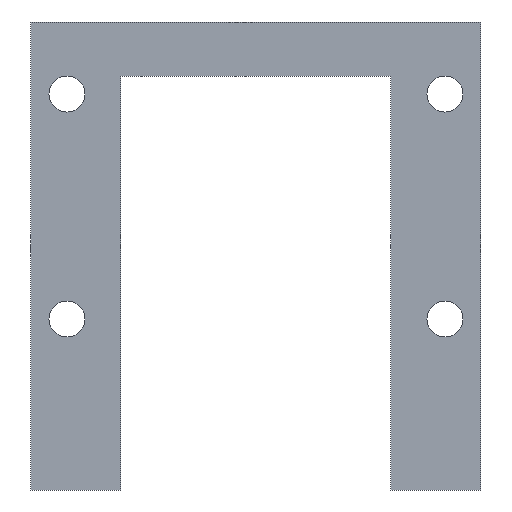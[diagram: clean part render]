
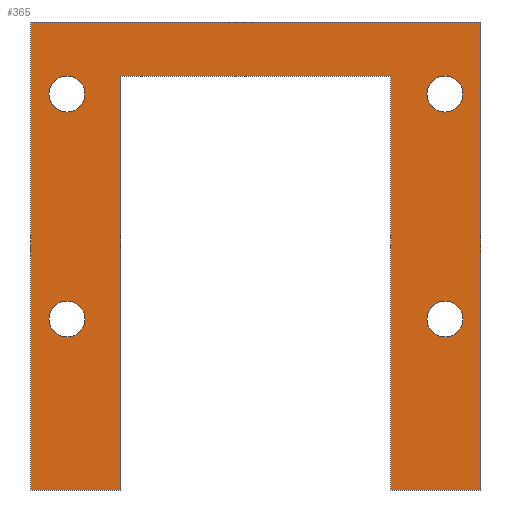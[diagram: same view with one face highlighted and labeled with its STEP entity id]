
A CAD part, left-side view. The second image highlights one B-rep face of the part: STEP entity #365.
In plain terms, the highlighted planar face has unit normal (-1, 0, 0).
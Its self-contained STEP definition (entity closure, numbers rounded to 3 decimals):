
#27=FACE_BOUND('',#82,.T.);
#28=FACE_BOUND('',#83,.T.);
#29=FACE_BOUND('',#84,.T.);
#30=FACE_BOUND('',#85,.T.);
#41=CIRCLE('',#401,1.);
#42=CIRCLE('',#403,1.);
#43=CIRCLE('',#408,1.);
#44=CIRCLE('',#409,1.);
#57=FACE_OUTER_BOUND('',#81,.T.);
#81=EDGE_LOOP('',(#305,#306,#307,#308,#309,#310,#311,#312));
#82=EDGE_LOOP('',(#313));
#83=EDGE_LOOP('',(#314));
#84=EDGE_LOOP('',(#315));
#85=EDGE_LOOP('',(#316));
#103=LINE('',#545,#139);
#107=LINE('',#552,#143);
#109=LINE('',#556,#145);
#117=LINE('',#585,#153);
#119=LINE('',#588,#155);
#121=LINE('',#592,#157);
#122=LINE('',#595,#158);
#123=LINE('',#596,#159);
#139=VECTOR('',#439,10.);
#143=VECTOR('',#445,10.);
#145=VECTOR('',#449,10.);
#153=VECTOR('',#481,10.);
#155=VECTOR('',#485,10.);
#157=VECTOR('',#489,10.);
#158=VECTOR('',#492,10.);
#159=VECTOR('',#493,10.);
#178=VERTEX_POINT('',#542);
#179=VERTEX_POINT('',#544);
#181=VERTEX_POINT('',#550);
#182=VERTEX_POINT('',#554);
#188=VERTEX_POINT('',#574);
#189=VERTEX_POINT('',#578);
#190=VERTEX_POINT('',#582);
#191=VERTEX_POINT('',#584);
#192=VERTEX_POINT('',#590);
#193=VERTEX_POINT('',#594);
#194=VERTEX_POINT('',#597);
#195=VERTEX_POINT('',#599);
#211=EDGE_CURVE('',#178,#179,#103,.T.);
#215=EDGE_CURVE('',#181,#178,#107,.T.);
#217=EDGE_CURVE('',#181,#182,#109,.T.);
#226=EDGE_CURVE('',#188,#188,#41,.T.);
#228=EDGE_CURVE('',#189,#189,#42,.T.);
#231=EDGE_CURVE('',#191,#190,#117,.T.);
#233=EDGE_CURVE('',#182,#191,#119,.T.);
#235=EDGE_CURVE('',#192,#190,#121,.T.);
#236=EDGE_CURVE('',#192,#193,#122,.T.);
#237=EDGE_CURVE('',#193,#179,#123,.T.);
#238=EDGE_CURVE('',#194,#194,#43,.T.);
#239=EDGE_CURVE('',#195,#195,#44,.T.);
#305=ORIENTED_EDGE('',*,*,#217,.T.);
#306=ORIENTED_EDGE('',*,*,#233,.T.);
#307=ORIENTED_EDGE('',*,*,#231,.T.);
#308=ORIENTED_EDGE('',*,*,#235,.F.);
#309=ORIENTED_EDGE('',*,*,#236,.T.);
#310=ORIENTED_EDGE('',*,*,#237,.T.);
#311=ORIENTED_EDGE('',*,*,#211,.F.);
#312=ORIENTED_EDGE('',*,*,#215,.F.);
#313=ORIENTED_EDGE('',*,*,#226,.T.);
#314=ORIENTED_EDGE('',*,*,#228,.T.);
#315=ORIENTED_EDGE('',*,*,#238,.T.);
#316=ORIENTED_EDGE('',*,*,#239,.T.);
#349=PLANE('',#407);
#365=ADVANCED_FACE('',(#57,#27,#28,#29,#30),#349,.T.);
#401=AXIS2_PLACEMENT_3D('',#575,#470,#471);
#403=AXIS2_PLACEMENT_3D('',#579,#475,#476);
#407=AXIS2_PLACEMENT_3D('',#593,#490,#491);
#408=AXIS2_PLACEMENT_3D('',#598,#494,#495);
#409=AXIS2_PLACEMENT_3D('',#600,#496,#497);
#439=DIRECTION('',(0.,0.,1.));
#445=DIRECTION('',(0.,1.,0.));
#449=DIRECTION('',(0.,0.,1.));
#470=DIRECTION('center_axis',(1.,0.,0.));
#471=DIRECTION('ref_axis',(0.,0.,1.));
#475=DIRECTION('center_axis',(1.,0.,0.));
#476=DIRECTION('ref_axis',(0.,0.,1.));
#481=DIRECTION('',(0.,0.,-1.));
#485=DIRECTION('',(0.,-1.,0.));
#489=DIRECTION('',(0.,1.,0.));
#490=DIRECTION('center_axis',(-1.,0.,0.));
#491=DIRECTION('ref_axis',(0.,0.,1.));
#492=DIRECTION('',(0.,0.,1.));
#493=DIRECTION('',(0.,1.,0.));
#494=DIRECTION('center_axis',(1.,0.,0.));
#495=DIRECTION('ref_axis',(0.,0.,1.));
#496=DIRECTION('center_axis',(1.,0.,0.));
#497=DIRECTION('ref_axis',(0.,0.,1.));
#542=CARTESIAN_POINT('',(-10.,25.,-24.));
#544=CARTESIAN_POINT('',(-10.,25.,2.));
#545=CARTESIAN_POINT('',(-10.,25.,-24.));
#550=CARTESIAN_POINT('',(-10.,20.,-24.));
#552=CARTESIAN_POINT('',(-10.,0.,-24.));
#554=CARTESIAN_POINT('',(-10.,20.,-1.));
#556=CARTESIAN_POINT('',(-10.,20.,-24.));
#574=CARTESIAN_POINT('',(-10.,2.,-3.));
#575=CARTESIAN_POINT('Origin',(-10.,2.,-2.));
#578=CARTESIAN_POINT('',(-10.,23.,-15.5));
#579=CARTESIAN_POINT('Origin',(-10.,23.,-14.5));
#582=CARTESIAN_POINT('',(-10.,5.,-24.));
#584=CARTESIAN_POINT('',(-10.,5.,-1.));
#585=CARTESIAN_POINT('',(-10.,5.,-12.5));
#588=CARTESIAN_POINT('',(-10.,10.,-1.));
#590=CARTESIAN_POINT('',(-10.,0.,-24.));
#592=CARTESIAN_POINT('',(-10.,0.,-24.));
#593=CARTESIAN_POINT('Origin',(-10.,0.,-24.));
#594=CARTESIAN_POINT('',(-10.,0.,2.));
#595=CARTESIAN_POINT('',(-10.,0.,-24.));
#596=CARTESIAN_POINT('',(-10.,0.,2.));
#597=CARTESIAN_POINT('',(-10.,23.,-3.));
#598=CARTESIAN_POINT('Origin',(-10.,23.,-2.));
#599=CARTESIAN_POINT('',(-10.,2.,-15.5));
#600=CARTESIAN_POINT('Origin',(-10.,2.,-14.5));
